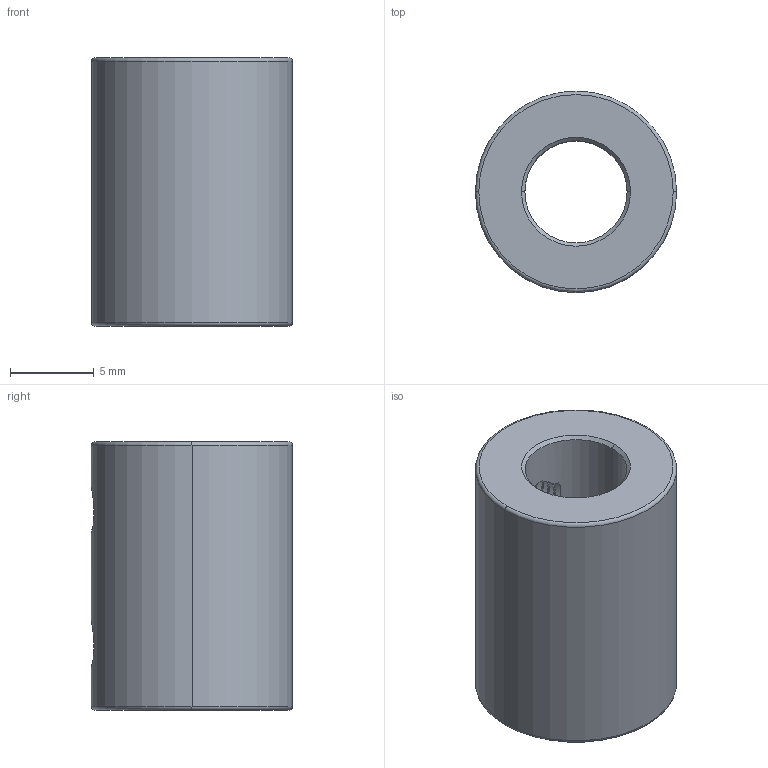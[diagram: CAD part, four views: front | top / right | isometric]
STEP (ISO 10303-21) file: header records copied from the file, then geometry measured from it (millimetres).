
FILE_DESCRIPTION (( 'STEP AP214' ), '1' );
FILE_NAME ('08-0033.STEP', '2025-09-11T13:10:21', ( '' ), ( '' ), 'SwSTEP 2.0', 'SolidWorks 2025', '' );
FILE_SCHEMA (( 'AUTOMOTIVE_DESIGN' ));
Length unit declared in the file: millimetre
Products named in the file (1): 08-0033
Bounding box: 12 x 12 x 16 mm (x, y, z)
Volume: 1306 mm3; surface area: 1126.8 mm2
Topology: 1 solids, 1 shells, 54 faces, 148 edges, 96 vertices
Faces by surface type: cylinder 32, bspline 12, cone 4, torus 4, plane 2
Entity records: 8343 total; most frequent: CARTESIAN_POINT 7223, ORIENTED_EDGE 296, DIRECTION 158, EDGE_CURVE 148, VERTEX_POINT 96, AXIS2_PLACEMENT_3D 63, EDGE_LOOP 60, ADVANCED_FACE 54
